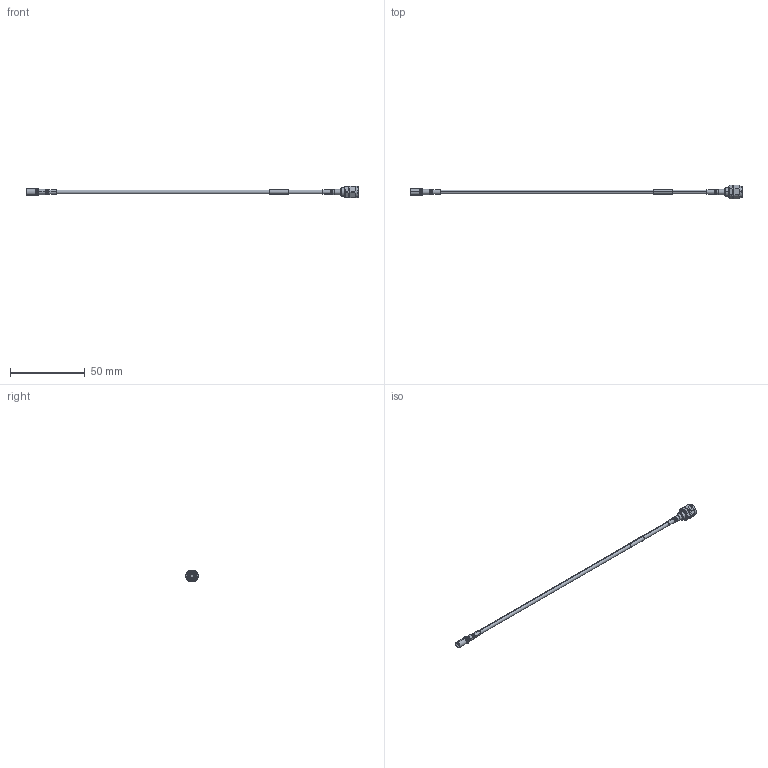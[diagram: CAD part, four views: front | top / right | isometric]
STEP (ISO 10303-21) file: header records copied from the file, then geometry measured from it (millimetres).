
FILE_DESCRIPTION (( 'STEP AP214' ), '1' );
FILE_NAME ('FMCA9746_3D.step', '2024-02-21T16:17:02', ( '' ), ( '' ), 'SwSTEP 2.0', 'SolidWorks 2022', '' );
FILE_SCHEMA (( 'AUTOMOTIVE_DESIGN' ));
Length unit declared in the file: inch
Products named in the file (6): PE45540; CA-PE-P086_2_Heatshrink_LONG; 1AW01-003_.110 ID; FMCA9746_3D; PE-P086HF_8 in Length; PE44336 ¦ FMCN1556
Assembly tree (6 placements, depth 2):
  FMCA9746_3D
    PE-P086HF_8 in Length
    1AW01-003_.110 ID
    PE44336 ¦ FMCN1556
    PE45540
    CA-PE-P086_2_Heatshrink_LONG  x2
Bounding box: 221.83 x 8.88 x 7.92 mm (x, y, z)
Volume: 1609.3 mm3; surface area: 3360.3 mm2
Topology: 8 solids, 8 shells, 186 faces, 413 edges, 255 vertices
Faces by surface type: cylinder 89, plane 43, cone 29, torus 22, bspline 3
Entity records: 6637 total; most frequent: CARTESIAN_POINT 2428, DIRECTION 800, ORIENTED_EDGE 738, EDGE_CURVE 369, AXIS2_PLACEMENT_3D 340, VERTEX_POINT 231, EDGE_LOOP 182, CIRCLE 170
